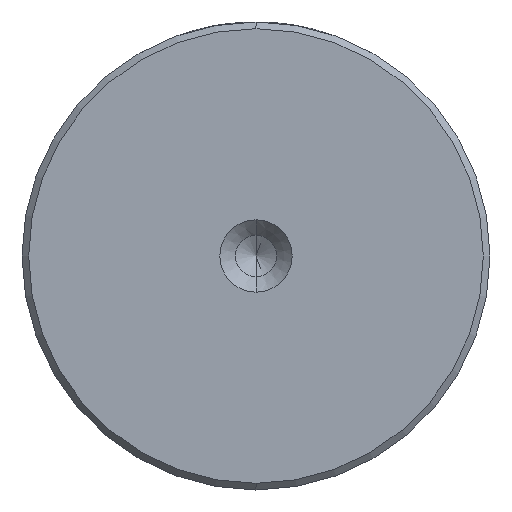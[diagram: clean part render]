
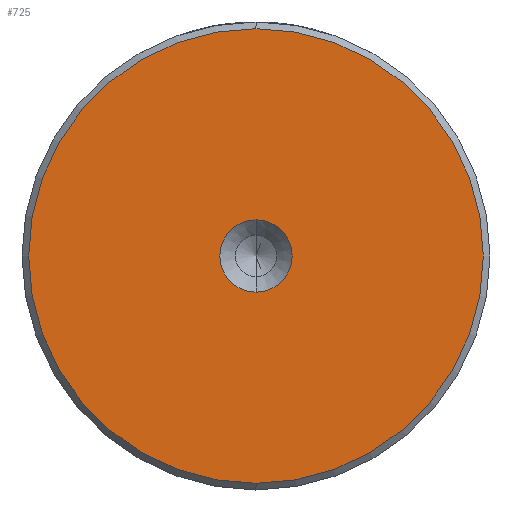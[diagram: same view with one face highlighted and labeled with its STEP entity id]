
A CAD part, left-side view. The second image highlights one B-rep face of the part: STEP entity #725.
In plain terms, the highlighted planar face has unit normal (-1, 0, 0).
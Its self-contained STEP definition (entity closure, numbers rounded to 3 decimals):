
#31 = VERTEX_POINT ( 'NONE', #1619 ) ;
#223 = AXIS2_PLACEMENT_3D ( 'NONE', #2344, #1099, #2534 ) ;
#262 = ORIENTED_EDGE ( 'NONE', *, *, #411, .F. ) ;
#337 = DIRECTION ( 'NONE',  ( 0., 0., 1. ) ) ;
#363 = EDGE_CURVE ( 'NONE', #2412, #31, #537, .T. ) ;
#411 = EDGE_CURVE ( 'NONE', #937, #974, #2215, .T. ) ;
#472 = DIRECTION ( 'NONE',  ( 0., 0., 1. ) ) ;
#491 = EDGE_LOOP ( 'NONE', ( #262, #1200 ) ) ;
#515 = DIRECTION ( 'NONE',  ( -1., 0., 0. ) ) ;
#537 = CIRCLE ( 'NONE', #1970, 17. ) ;
#549 = CARTESIAN_POINT ( 'NONE',  ( 0., 0., 2.7 ) ) ;
#566 = DIRECTION ( 'NONE',  ( -1., 0., 0. ) ) ;
#586 = AXIS2_PLACEMENT_3D ( 'NONE', #1119, #2154, #1547 ) ;
#671 = CARTESIAN_POINT ( 'NONE',  ( 0., 0., 0. ) ) ;
#725 = ADVANCED_FACE ( 'NONE', ( #2632, #2055 ), #1339, .T. ) ;
#816 = ORIENTED_EDGE ( 'NONE', *, *, #363, .T. ) ;
#862 = EDGE_LOOP ( 'NONE', ( #816, #1677 ) ) ;
#937 = VERTEX_POINT ( 'NONE', #549 ) ;
#959 = EDGE_CURVE ( 'NONE', #31, #2412, #1898, .T. ) ;
#964 = AXIS2_PLACEMENT_3D ( 'NONE', #1854, #566, #2046 ) ;
#974 = VERTEX_POINT ( 'NONE', #2255 ) ;
#1034 = CARTESIAN_POINT ( 'NONE',  ( 0., 0., 0. ) ) ;
#1099 = DIRECTION ( 'NONE',  ( -1., 0., 0. ) ) ;
#1119 = CARTESIAN_POINT ( 'NONE',  ( 0., 0., 0. ) ) ;
#1200 = ORIENTED_EDGE ( 'NONE', *, *, #1680, .F. ) ;
#1276 = DIRECTION ( 'NONE',  ( -1., 0., 0. ) ) ;
#1339 = PLANE ( 'NONE',  #586 ) ;
#1547 = DIRECTION ( 'NONE',  ( 0., 0., 1. ) ) ;
#1582 = CARTESIAN_POINT ( 'NONE',  ( 0., 0., -17. ) ) ;
#1619 = CARTESIAN_POINT ( 'NONE',  ( 0., 0., 17. ) ) ;
#1677 = ORIENTED_EDGE ( 'NONE', *, *, #959, .T. ) ;
#1680 = EDGE_CURVE ( 'NONE', #974, #937, #1730, .T. ) ;
#1730 = CIRCLE ( 'NONE', #223, 2.7 ) ;
#1854 = CARTESIAN_POINT ( 'NONE',  ( 0., 0., 0. ) ) ;
#1898 = CIRCLE ( 'NONE', #964, 17. ) ;
#1970 = AXIS2_PLACEMENT_3D ( 'NONE', #671, #515, #472 ) ;
#2046 = DIRECTION ( 'NONE',  ( 0., 0., 1. ) ) ;
#2055 = FACE_BOUND ( 'NONE', #491, .T. ) ;
#2099 = AXIS2_PLACEMENT_3D ( 'NONE', #1034, #1276, #337 ) ;
#2154 = DIRECTION ( 'NONE',  ( -1., 0., 0. ) ) ;
#2215 = CIRCLE ( 'NONE', #2099, 2.7 ) ;
#2255 = CARTESIAN_POINT ( 'NONE',  ( 0., 0., -2.7 ) ) ;
#2344 = CARTESIAN_POINT ( 'NONE',  ( 0., 0., 0. ) ) ;
#2412 = VERTEX_POINT ( 'NONE', #1582 ) ;
#2534 = DIRECTION ( 'NONE',  ( 0., 0., 1. ) ) ;
#2632 = FACE_OUTER_BOUND ( 'NONE', #862, .T. ) ;
